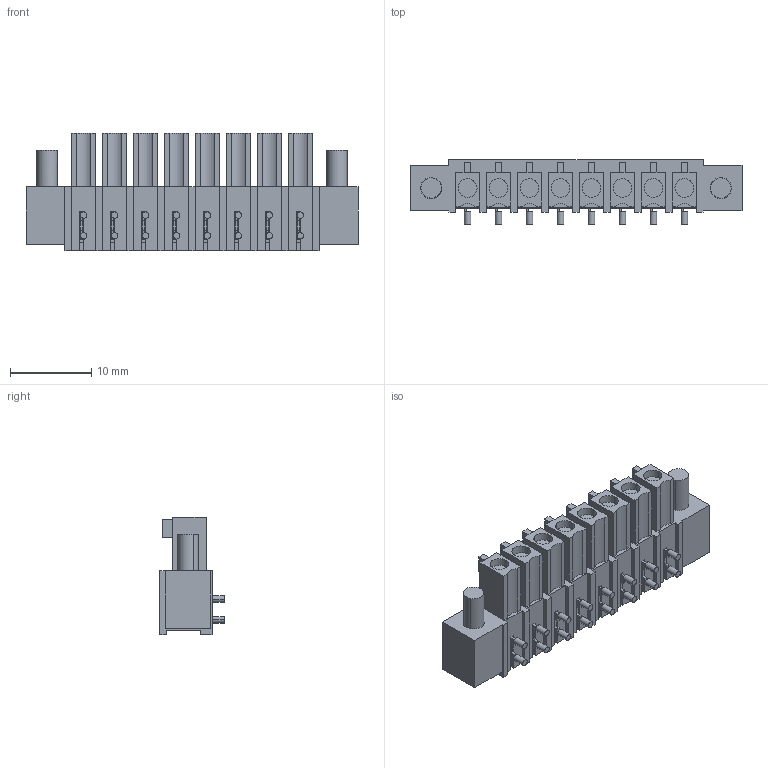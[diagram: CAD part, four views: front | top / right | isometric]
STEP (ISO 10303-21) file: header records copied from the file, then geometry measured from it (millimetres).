
FILE_DESCRIPTION(('CATIA V5 STEP Exchange'),'2;1');
FILE_NAME ('D1460888_0_1975760000_1975760000.stp','2016-11-26T10:08:22+00:00',('none'),('Weidmueller'),'CATIA Version 5-6 Release 2014','CATIA V5 STEP AP203','none');
FILE_SCHEMA(('CONFIG_CONTROL_DESIGN'));
Length unit declared in the file: millimetre
Products named in the file (1): 1975760000_S
Bounding box: 40.87 x 7.95 x 14.5 mm (x, y, z)
Volume: 2307.2 mm3; surface area: 2815.7 mm2
Topology: 11 solids, 11 shells, 522 faces, 1343 edges, 887 vertices
Faces by surface type: plane 434, cylinder 88
Entity records: 14742 total; most frequent: CARTESIAN_POINT 2789, ORIENTED_EDGE 2686, DIRECTION 1982, EDGE_CURVE 1343, VECTOR 1127, LINE 1127, VERTEX_POINT 887, EDGE_LOOP 570
